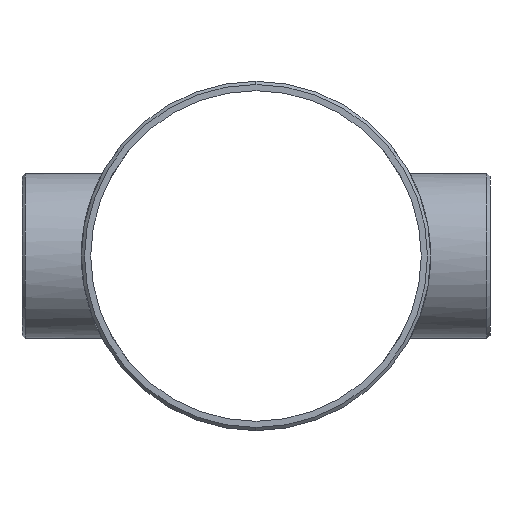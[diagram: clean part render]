
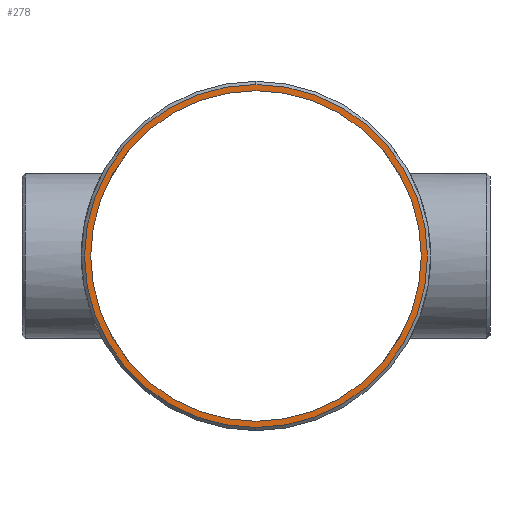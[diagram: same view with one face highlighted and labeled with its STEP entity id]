
A CAD part, left-side view. The second image highlights one B-rep face of the part: STEP entity #278.
In plain terms, the highlighted planar face has unit normal (-1, 0, 0).
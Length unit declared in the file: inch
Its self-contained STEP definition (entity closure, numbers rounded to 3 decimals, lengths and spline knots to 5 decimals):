
#43 = CARTESIAN_POINT ( 'NONE',  ( -11., 0., 6.625 ) ) ;
#59 = DIRECTION ( 'NONE',  ( -1., 0., 0. ) ) ;
#65 = DIRECTION ( 'NONE',  ( 1., 0., 0. ) ) ;
#125 = DIRECTION ( 'NONE',  ( 0., 0., 1. ) ) ;
#133 = VERTEX_POINT ( 'NONE', #812 ) ;
#161 = DIRECTION ( 'NONE',  ( -1., 0., 0. ) ) ;
#168 = CARTESIAN_POINT ( 'NONE',  ( -11., 0., 0. ) ) ;
#198 = CARTESIAN_POINT ( 'NONE',  ( -11., 0., 0. ) ) ;
#210 = ORIENTED_EDGE ( 'NONE', *, *, #432, .T. ) ;
#215 = ORIENTED_EDGE ( 'NONE', *, *, #513, .T. ) ;
#278 = ADVANCED_FACE ( 'NONE', ( #623, #1225 ), #409, .T. ) ;
#379 = CARTESIAN_POINT ( 'NONE',  ( -11., 0., 0. ) ) ;
#400 = CIRCLE ( 'NONE', #1316, 6.625 ) ;
#409 = PLANE ( 'NONE',  #1090 ) ;
#413 = VERTEX_POINT ( 'NONE', #942 ) ;
#432 = EDGE_CURVE ( 'NONE', #923, #133, #1275, .T. ) ;
#476 = DIRECTION ( 'NONE',  ( 0., 0., 1. ) ) ;
#513 = EDGE_CURVE ( 'NONE', #133, #923, #1251, .T. ) ;
#520 = EDGE_CURVE ( 'NONE', #413, #562, #400, .T. ) ;
#562 = VERTEX_POINT ( 'NONE', #43 ) ;
#620 = DIRECTION ( 'NONE',  ( 0., 0., 1. ) ) ;
#623 = FACE_OUTER_BOUND ( 'NONE', #1314, .T. ) ;
#687 = DIRECTION ( 'NONE',  ( 0., 0., -1. ) ) ;
#697 = DIRECTION ( 'NONE',  ( 0., 0., 1. ) ) ;
#771 = DIRECTION ( 'NONE',  ( 1., 0., 0. ) ) ;
#812 = CARTESIAN_POINT ( 'NONE',  ( -11., 0., -6.875 ) ) ;
#885 = AXIS2_PLACEMENT_3D ( 'NONE', #168, #161, #697 ) ;
#900 = CIRCLE ( 'NONE', #1128, 6.625 ) ;
#923 = VERTEX_POINT ( 'NONE', #1348 ) ;
#942 = CARTESIAN_POINT ( 'NONE',  ( -11., 0., -6.625 ) ) ;
#1090 = AXIS2_PLACEMENT_3D ( 'NONE', #1219, #1150, #687 ) ;
#1097 = EDGE_LOOP ( 'NONE', ( #1178, #1283 ) ) ;
#1128 = AXIS2_PLACEMENT_3D ( 'NONE', #198, #65, #620 ) ;
#1150 = DIRECTION ( 'NONE',  ( -1., 0., 0. ) ) ;
#1177 = EDGE_CURVE ( 'NONE', #562, #413, #900, .T. ) ;
#1178 = ORIENTED_EDGE ( 'NONE', *, *, #1177, .T. ) ;
#1219 = CARTESIAN_POINT ( 'NONE',  ( -11., 0., 0. ) ) ;
#1225 = FACE_BOUND ( 'NONE', #1097, .T. ) ;
#1230 = AXIS2_PLACEMENT_3D ( 'NONE', #379, #59, #476 ) ;
#1251 = CIRCLE ( 'NONE', #885, 6.875 ) ;
#1275 = CIRCLE ( 'NONE', #1230, 6.875 ) ;
#1283 = ORIENTED_EDGE ( 'NONE', *, *, #520, .T. ) ;
#1314 = EDGE_LOOP ( 'NONE', ( #215, #210 ) ) ;
#1316 = AXIS2_PLACEMENT_3D ( 'NONE', #1327, #771, #125 ) ;
#1327 = CARTESIAN_POINT ( 'NONE',  ( -11., 0., 0. ) ) ;
#1348 = CARTESIAN_POINT ( 'NONE',  ( -11., 0., 6.875 ) ) ;
